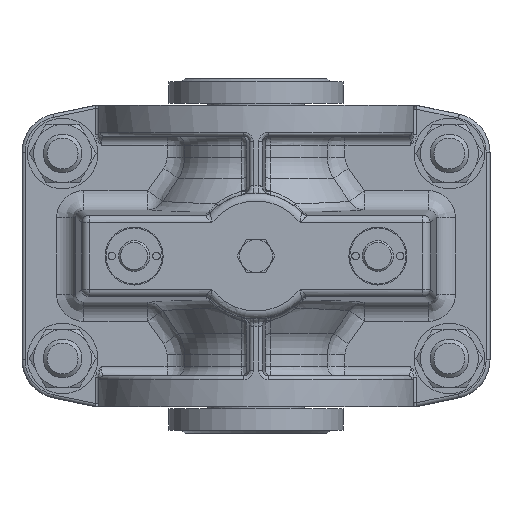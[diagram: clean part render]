
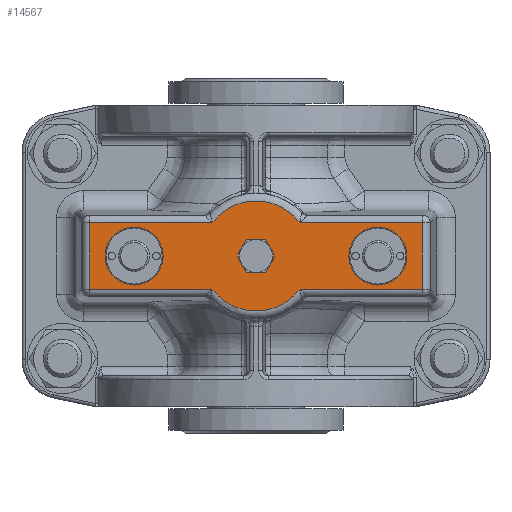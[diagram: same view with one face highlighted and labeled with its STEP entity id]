
A CAD part, front view. The second image highlights one B-rep face of the part: STEP entity #14567.
In plain terms, the highlighted planar face has unit normal (0, -1, 0).
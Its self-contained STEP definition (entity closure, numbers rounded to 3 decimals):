
#14050=CARTESIAN_POINT('',(-22.771,-100.0,17.139));
#14051=VERTEX_POINT('',#14050);
#14120=CARTESIAN_POINT('',(-86.05,-100.0,17.139));
#14121=VERTEX_POINT('',#14120);
#14129=CARTESIAN_POINT('',(-22.771,-100.0,17.139));
#14130=DIRECTION('',(-1.0,0.0,0.0));
#14131=VECTOR('',#14130,63.28);
#14132=LINE('',#14129,#14131);
#14133=EDGE_CURVE('',#14051,#14121,#14132,.T.);
#14143=CARTESIAN_POINT('',(86.05,-100.0,17.139));
#14144=VERTEX_POINT('',#14143);
#14145=CARTESIAN_POINT('',(22.771,-100.0,17.139));
#14146=VERTEX_POINT('',#14145);
#14147=CARTESIAN_POINT('',(86.05,-100.0,17.139));
#14148=DIRECTION('',(-1.0,0.0,0.0));
#14149=VECTOR('',#14148,63.28);
#14150=LINE('',#14147,#14149);
#14151=EDGE_CURVE('',#14144,#14146,#14150,.T.);
#14380=CARTESIAN_POINT('',(0.0,-100.0,0.0));
#14381=DIRECTION('',(0.0,-1.,0.0));
#14382=DIRECTION('',(0.799,0.0,0.601));
#14383=AXIS2_PLACEMENT_3D('',#14380,#14381,#14382);
#14384=CIRCLE('',#14383,28.5);
#14385=EDGE_CURVE('',#14146,#14051,#14384,.T.);
#14485=CARTESIAN_POINT('',(0.0,-100.0,0.0));
#14486=DIRECTION('',(0.0,-1.0,0.0));
#14487=DIRECTION('',(0.0,0.0,-1.0));
#14488=AXIS2_PLACEMENT_3D('',#14485,#14486,#14487);
#14489=PLANE('',#14488);
#14490=CARTESIAN_POINT('',(-22.771,-100.0,-17.139));
#14491=VERTEX_POINT('',#14490);
#14492=CARTESIAN_POINT('',(22.771,-100.0,-17.139));
#14493=VERTEX_POINT('',#14492);
#14494=CARTESIAN_POINT('',(0.0,-100.0,0.0));
#14495=DIRECTION('',(0.0,-1.,0.0));
#14496=DIRECTION('',(-0.799,0.0,-0.601));
#14497=AXIS2_PLACEMENT_3D('',#14494,#14495,#14496);
#14498=CIRCLE('',#14497,28.5);
#14499=EDGE_CURVE('',#14491,#14493,#14498,.T.);
#14500=ORIENTED_EDGE('',*,*,#14499,.T.);
#14501=CARTESIAN_POINT('',(86.05,-100.0,-17.139));
#14502=VERTEX_POINT('',#14501);
#14503=CARTESIAN_POINT('',(22.771,-100.0,-17.139));
#14504=DIRECTION('',(1.0,0.0,0.0));
#14505=VECTOR('',#14504,63.28);
#14506=LINE('',#14503,#14505);
#14507=EDGE_CURVE('',#14493,#14502,#14506,.T.);
#14508=ORIENTED_EDGE('',*,*,#14507,.T.);
#14509=CARTESIAN_POINT('',(86.05,-100.0,17.139));
#14510=DIRECTION('',(0.0,0.0,-1.0));
#14511=VECTOR('',#14510,34.277);
#14512=LINE('',#14509,#14511);
#14513=EDGE_CURVE('',#14144,#14502,#14512,.T.);
#14514=ORIENTED_EDGE('',*,*,#14513,.F.);
#14515=ORIENTED_EDGE('',*,*,#14151,.T.);
#14516=ORIENTED_EDGE('',*,*,#14385,.T.);
#14517=ORIENTED_EDGE('',*,*,#14133,.T.);
#14518=CARTESIAN_POINT('',(-86.05,-100.0,-17.139));
#14519=VERTEX_POINT('',#14518);
#14520=CARTESIAN_POINT('',(-86.05,-100.0,-17.139));
#14521=DIRECTION('',(0.0,0.0,1.0));
#14522=VECTOR('',#14521,34.277);
#14523=LINE('',#14520,#14522);
#14524=EDGE_CURVE('',#14519,#14121,#14523,.T.);
#14525=ORIENTED_EDGE('',*,*,#14524,.F.);
#14526=CARTESIAN_POINT('',(-86.05,-100.0,-17.139));
#14527=DIRECTION('',(1.0,0.0,0.0));
#14528=VECTOR('',#14527,63.28);
#14529=LINE('',#14526,#14528);
#14530=EDGE_CURVE('',#14519,#14491,#14529,.T.);
#14531=ORIENTED_EDGE('',*,*,#14530,.T.);
#14532=EDGE_LOOP('',(#14500,#14508,#14514,#14515,#14516,#14517,#14525,#14531));
#14533=FACE_OUTER_BOUND('',#14532,.T.);
#14534=CARTESIAN_POINT('',(-75.25,-100.0,0.0));
#14535=VERTEX_POINT('',#14534);
#14536=CARTESIAN_POINT('',(-63.,-100.0,0.0));
#14537=DIRECTION('',(0.0,-1.0,0.0));
#14538=DIRECTION('',(1.0,0.0,0.0));
#14539=AXIS2_PLACEMENT_3D('',#14536,#14537,#14538);
#14540=CIRCLE('',#14539,12.25);
#14541=EDGE_CURVE('',#14535,#14535,#14540,.T.);
#14542=ORIENTED_EDGE('',*,*,#14541,.F.);
#14543=EDGE_LOOP('',(#14542));
#14544=FACE_BOUND('',#14543,.T.);
#14545=CARTESIAN_POINT('',(75.25,-100.0,0.0));
#14546=VERTEX_POINT('',#14545);
#14547=CARTESIAN_POINT('',(63.,-100.0,0.0));
#14548=DIRECTION('',(0.0,1.0,0.0));
#14549=DIRECTION('',(-1.0,0.0,0.0));
#14550=AXIS2_PLACEMENT_3D('',#14547,#14548,#14549);
#14551=CIRCLE('',#14550,12.25);
#14552=EDGE_CURVE('',#14546,#14546,#14551,.T.);
#14553=ORIENTED_EDGE('',*,*,#14552,.T.);
#14554=EDGE_LOOP('',(#14553));
#14555=FACE_BOUND('',#14554,.T.);
#14556=CARTESIAN_POINT('',(-4.25,-100.0,0.0));
#14557=VERTEX_POINT('',#14556);
#14558=CARTESIAN_POINT('',(0.0,-100.0,0.0));
#14559=DIRECTION('',(0.0,-1.0,0.0));
#14560=DIRECTION('',(1.0,0.0,0.0));
#14561=AXIS2_PLACEMENT_3D('',#14558,#14559,#14560);
#14562=CIRCLE('',#14561,4.25);
#14563=EDGE_CURVE('',#14557,#14557,#14562,.T.);
#14564=ORIENTED_EDGE('',*,*,#14563,.F.);
#14565=EDGE_LOOP('',(#14564));
#14566=FACE_BOUND('',#14565,.T.);
#14567=ADVANCED_FACE('',(#14533,#14544,#14555,#14566),#14489,.T.);
